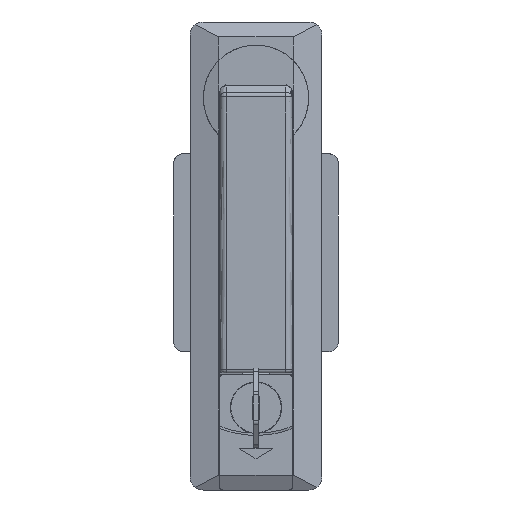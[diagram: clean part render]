
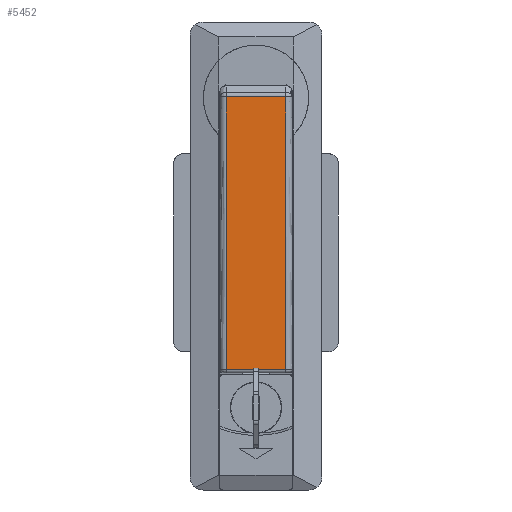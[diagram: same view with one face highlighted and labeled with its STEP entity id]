
A CAD part, front view. The second image highlights one B-rep face of the part: STEP entity #5452.
In plain terms, the highlighted free-form (B-spline) face has degree [1, 1] with [2, 2] control points.
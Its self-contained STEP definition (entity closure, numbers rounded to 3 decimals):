
#3191=CARTESIAN_POINT('',(-5.4,-9.0,-82.501));
#3192=VERTEX_POINT('',#3191);
#3359=CARTESIAN_POINT('',(-5.4,9.0,-82.501));
#3360=VERTEX_POINT('',#3359);
#3384=CARTESIAN_POINT('',(-5.4,9.0,-82.501));
#3385=CARTESIAN_POINT('',(-5.4,-9.0,-82.501));
#3386=QUASI_UNIFORM_CURVE('',1,(#3384,#3385),.UNSPECIFIED.,.F.,.U.);
#3387=EDGE_CURVE('',#3360,#3192,#3386,.T.);
#4717=CARTESIAN_POINT('',(-5.4,-9.0,0.257));
#4718=VERTEX_POINT('',#4717);
#4779=CARTESIAN_POINT('',(-5.4,9.0,0.257));
#4780=VERTEX_POINT('',#4779);
#4794=CARTESIAN_POINT('',(-5.4,-9.0,0.257));
#4795=CARTESIAN_POINT('',(-5.4,9.0,0.257));
#4796=QUASI_UNIFORM_CURVE('',1,(#4794,#4795),.UNSPECIFIED.,.F.,.U.);
#4797=EDGE_CURVE('',#4718,#4780,#4796,.T.);
#5055=CARTESIAN_POINT('',(-5.4,9.0,0.257));
#5056=CARTESIAN_POINT('',(-5.4,9.0,-82.501));
#5057=QUASI_UNIFORM_CURVE('',1,(#5055,#5056),.UNSPECIFIED.,.F.,.U.);
#5058=EDGE_CURVE('',#4780,#3360,#5057,.T.);
#5119=CARTESIAN_POINT('',(-5.4,-9.0,-82.501));
#5120=CARTESIAN_POINT('',(-5.4,-9.0,0.257));
#5121=QUASI_UNIFORM_CURVE('',1,(#5119,#5120),.UNSPECIFIED.,.F.,.U.);
#5122=EDGE_CURVE('',#3192,#4718,#5121,.T.);
#5441=CARTESIAN_POINT('',(-5.4,-9.899,-86.635));
#5442=CARTESIAN_POINT('',(-5.4,-9.899,4.391));
#5443=CARTESIAN_POINT('',(-5.4,9.899,-86.635));
#5444=CARTESIAN_POINT('',(-5.4,9.899,4.391));
#5445=B_SPLINE_SURFACE_WITH_KNOTS('',1,1,((#5441,#5443),(#5442,#5444)),.UNSPECIFIED.,.F.,.F.,.U.,(2,2),(2,2),(0.0,91.026),(0.0,19.798),.UNSPECIFIED.);
#5446=ORIENTED_EDGE('',*,*,#5122,.T.);
#5447=ORIENTED_EDGE('',*,*,#4797,.T.);
#5448=ORIENTED_EDGE('',*,*,#5058,.T.);
#5449=ORIENTED_EDGE('',*,*,#3387,.T.);
#5450=EDGE_LOOP('',(#5446,#5447,#5448,#5449));
#5451=FACE_OUTER_BOUND('',#5450,.T.);
#5452=ADVANCED_FACE('',(#5451),#5445,.T.);
